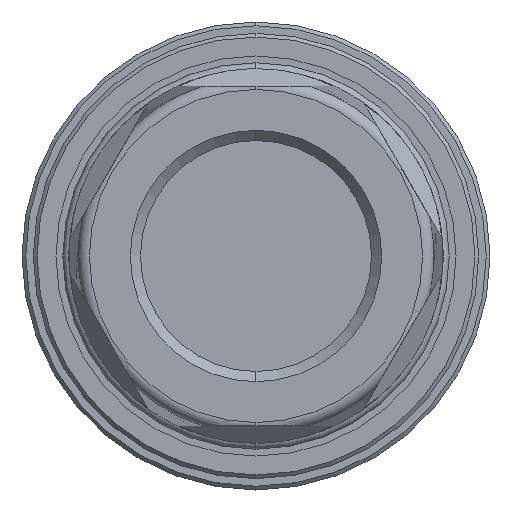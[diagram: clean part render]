
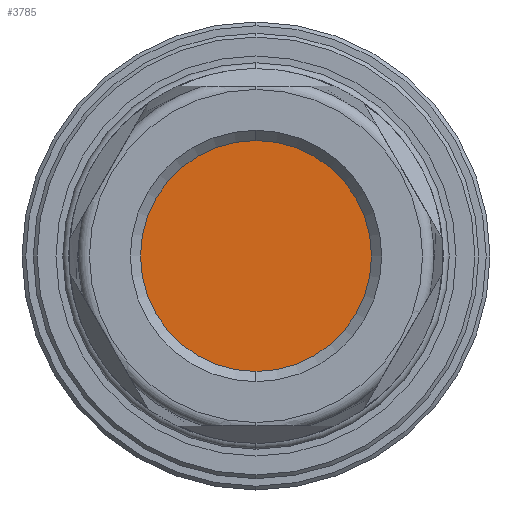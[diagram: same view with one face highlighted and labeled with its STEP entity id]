
A CAD part, left-side view. The second image highlights one B-rep face of the part: STEP entity #3785.
In plain terms, the highlighted planar face has unit normal (-1, 0, 0).
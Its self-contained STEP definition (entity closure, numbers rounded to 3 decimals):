
#1786 = FACE_OUTER_BOUND ( 'NONE', #5518, .T. ) ;
#2098 = CARTESIAN_POINT ( 'NONE',  ( 21.5, 0., -15.3 ) ) ;
#2144 = CARTESIAN_POINT ( 'NONE',  ( 21.5, 0., 15.3 ) ) ;
#2259 = VERTEX_POINT ( 'NONE', #2098 ) ;
#2305 = VERTEX_POINT ( 'NONE', #2144 ) ;
#2938 = PLANE ( 'NONE',  #3169 ) ;
#2939 = CARTESIAN_POINT ( 'NONE',  ( 21.5, 0., 0. ) ) ;
#2940 = DIRECTION ( 'NONE',  ( -1., 0., 0. ) ) ;
#2941 = DIRECTION ( 'NONE',  ( 0., 0., 1. ) ) ;
#3169 = AXIS2_PLACEMENT_3D ( 'NONE', #2939, #2940, #2941 ) ;
#3290 = CIRCLE ( 'NONE', #4140, 15.3 ) ;
#3367 = EDGE_CURVE ( 'NONE', #2305, #2259, #6019, .T. ) ;
#3549 = EDGE_CURVE ( 'NONE', #2259, #2305, #3290, .T. ) ;
#3785 = ADVANCED_FACE ( 'NONE', ( #1786 ), #2938, .T. ) ;
#4036 = AXIS2_PLACEMENT_3D ( 'NONE', #6322, #6323, #6324 ) ;
#4140 = AXIS2_PLACEMENT_3D ( 'NONE', #4420, #4421, #4422 ) ;
#4420 = CARTESIAN_POINT ( 'NONE',  ( 21.5, 0., 0. ) ) ;
#4421 = DIRECTION ( 'NONE',  ( 1., 0., 0. ) ) ;
#4422 = DIRECTION ( 'NONE',  ( 0., 0., -1. ) ) ;
#5160 = ORIENTED_EDGE ( 'NONE', *, *, #3367, .F. ) ;
#5161 = ORIENTED_EDGE ( 'NONE', *, *, #3549, .F. ) ;
#5518 = EDGE_LOOP ( 'NONE', ( #5161, #5160 ) ) ;
#6019 = CIRCLE ( 'NONE', #4036, 15.3 ) ;
#6322 = CARTESIAN_POINT ( 'NONE',  ( 21.5, 0., 0. ) ) ;
#6323 = DIRECTION ( 'NONE',  ( 1., 0., 0. ) ) ;
#6324 = DIRECTION ( 'NONE',  ( 0., 0., -1. ) ) ;
